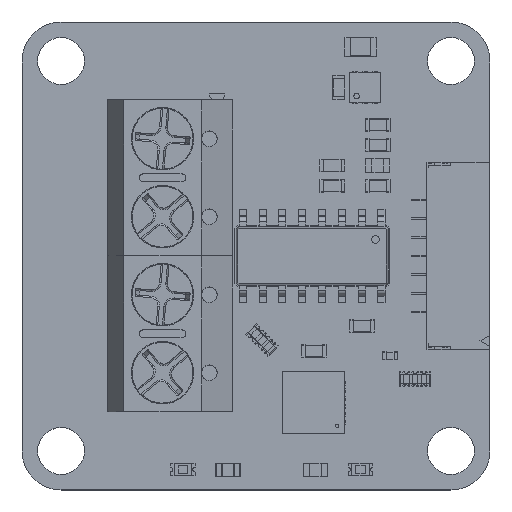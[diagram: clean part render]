
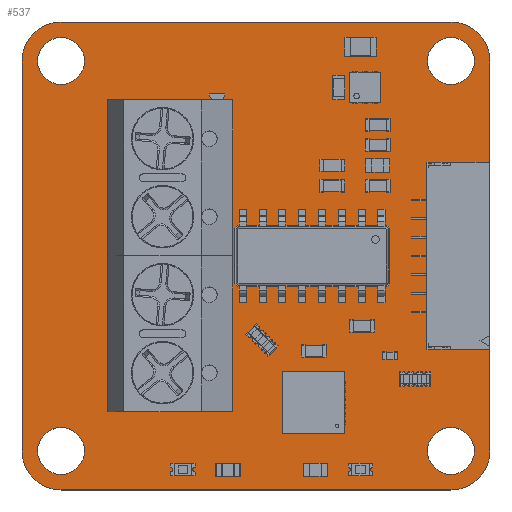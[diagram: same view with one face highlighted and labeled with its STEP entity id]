
A CAD part, top view. The second image highlights one B-rep face of the part: STEP entity #537.
In plain terms, the highlighted planar face has unit normal (0, 0, 1).
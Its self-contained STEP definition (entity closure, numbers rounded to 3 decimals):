
#22 = VERTEX_POINT('',#23);
#23 = CARTESIAN_POINT('',(-15.,-12.5,0.));
#41 = VERTEX_POINT('',#42);
#42 = CARTESIAN_POINT('',(-12.5,-15.,0.));
#48 = EDGE_CURVE('',#22,#41,#49,.T.);
#49 = CIRCLE('',#50,2.5);
#50 = AXIS2_PLACEMENT_3D('',#51,#52,#53);
#51 = CARTESIAN_POINT('',(-12.5,-12.5,0.));
#52 = DIRECTION('',(0.,0.,1.));
#53 = DIRECTION('',(-1.,0.,0.));
#64 = VERTEX_POINT('',#65);
#65 = CARTESIAN_POINT('',(-15.,12.5,0.));
#80 = EDGE_CURVE('',#64,#22,#81,.T.);
#81 = LINE('',#82,#83);
#82 = CARTESIAN_POINT('',(-15.,12.5,0.));
#83 = VECTOR('',#84,1.);
#84 = DIRECTION('',(0.,-1.,0.));
#104 = VERTEX_POINT('',#105);
#105 = CARTESIAN_POINT('',(12.5,-15.,0.));
#111 = EDGE_CURVE('',#41,#104,#112,.T.);
#112 = LINE('',#113,#114);
#113 = CARTESIAN_POINT('',(-12.5,-15.,0.));
#114 = VECTOR('',#115,1.);
#115 = DIRECTION('',(1.,0.,0.));
#126 = VERTEX_POINT('',#127);
#127 = CARTESIAN_POINT('',(-12.5,15.,0.));
#143 = EDGE_CURVE('',#126,#64,#144,.T.);
#144 = CIRCLE('',#145,2.5);
#145 = AXIS2_PLACEMENT_3D('',#146,#147,#148);
#146 = CARTESIAN_POINT('',(-12.5,12.5,0.));
#147 = DIRECTION('',(0.,-0.,1.));
#148 = DIRECTION('',(0.,1.,0.));
#169 = VERTEX_POINT('',#170);
#170 = CARTESIAN_POINT('',(15.,-12.5,0.));
#176 = EDGE_CURVE('',#104,#169,#177,.T.);
#177 = CIRCLE('',#178,2.5);
#178 = AXIS2_PLACEMENT_3D('',#179,#180,#181);
#179 = CARTESIAN_POINT('',(12.5,-12.5,0.));
#180 = DIRECTION('',(0.,0.,1.));
#181 = DIRECTION('',(0.,-1.,0.));
#192 = VERTEX_POINT('',#193);
#193 = CARTESIAN_POINT('',(12.5,15.,0.));
#208 = EDGE_CURVE('',#192,#126,#209,.T.);
#209 = LINE('',#210,#211);
#210 = CARTESIAN_POINT('',(12.5,15.,0.));
#211 = VECTOR('',#212,1.);
#212 = DIRECTION('',(-1.,0.,0.));
#232 = VERTEX_POINT('',#233);
#233 = CARTESIAN_POINT('',(15.,12.5,0.));
#239 = EDGE_CURVE('',#169,#232,#240,.T.);
#240 = LINE('',#241,#242);
#241 = CARTESIAN_POINT('',(15.,-12.5,0.));
#242 = VECTOR('',#243,1.);
#243 = DIRECTION('',(0.,1.,0.));
#262 = EDGE_CURVE('',#232,#192,#263,.T.);
#263 = CIRCLE('',#264,2.5);
#264 = AXIS2_PLACEMENT_3D('',#265,#266,#267);
#265 = CARTESIAN_POINT('',(12.5,12.5,0.));
#266 = DIRECTION('',(-0.,0.,1.));
#267 = DIRECTION('',(1.,0.,0.));
#278 = VERTEX_POINT('',#279);
#279 = CARTESIAN_POINT('',(-6.,-1.85,0.));
#295 = EDGE_CURVE('',#278,#278,#296,.T.);
#296 = CIRCLE('',#297,0.65);
#297 = AXIS2_PLACEMENT_3D('',#298,#299,#300);
#298 = CARTESIAN_POINT('',(-6.,-2.501,0.));
#299 = DIRECTION('',(0.,-0.,1.));
#300 = DIRECTION('',(0.,1.,0.));
#311 = VERTEX_POINT('',#312);
#312 = CARTESIAN_POINT('',(-6.,-6.849,0.));
#328 = EDGE_CURVE('',#311,#311,#329,.T.);
#329 = CIRCLE('',#330,0.65);
#330 = AXIS2_PLACEMENT_3D('',#331,#332,#333);
#331 = CARTESIAN_POINT('',(-6.,-7.499,0.));
#332 = DIRECTION('',(0.,-0.,1.));
#333 = DIRECTION('',(0.,1.,0.));
#344 = VERTEX_POINT('',#345);
#345 = CARTESIAN_POINT('',(-11.,-12.5,0.));
#361 = EDGE_CURVE('',#344,#344,#362,.T.);
#362 = CIRCLE('',#363,1.5);
#363 = AXIS2_PLACEMENT_3D('',#364,#365,#366);
#364 = CARTESIAN_POINT('',(-12.5,-12.5,0.));
#365 = DIRECTION('',(0.,0.,1.));
#366 = DIRECTION('',(1.,0.,0.));
#377 = VERTEX_POINT('',#378);
#378 = CARTESIAN_POINT('',(14.,-12.5,0.));
#394 = EDGE_CURVE('',#377,#377,#395,.T.);
#395 = CIRCLE('',#396,1.5);
#396 = AXIS2_PLACEMENT_3D('',#397,#398,#399);
#397 = CARTESIAN_POINT('',(12.5,-12.5,0.));
#398 = DIRECTION('',(0.,0.,1.));
#399 = DIRECTION('',(1.,0.,0.));
#410 = VERTEX_POINT('',#411);
#411 = CARTESIAN_POINT('',(-6.,8.15,0.));
#427 = EDGE_CURVE('',#410,#410,#428,.T.);
#428 = CIRCLE('',#429,0.65);
#429 = AXIS2_PLACEMENT_3D('',#430,#431,#432);
#430 = CARTESIAN_POINT('',(-6.,7.499,0.));
#431 = DIRECTION('',(0.,-0.,1.));
#432 = DIRECTION('',(0.,1.,0.));
#443 = VERTEX_POINT('',#444);
#444 = CARTESIAN_POINT('',(-6.,3.151,0.));
#460 = EDGE_CURVE('',#443,#443,#461,.T.);
#461 = CIRCLE('',#462,0.65);
#462 = AXIS2_PLACEMENT_3D('',#463,#464,#465);
#463 = CARTESIAN_POINT('',(-6.,2.501,0.));
#464 = DIRECTION('',(0.,-0.,1.));
#465 = DIRECTION('',(0.,1.,0.));
#476 = VERTEX_POINT('',#477);
#477 = CARTESIAN_POINT('',(14.,12.5,0.));
#493 = EDGE_CURVE('',#476,#476,#494,.T.);
#494 = CIRCLE('',#495,1.5);
#495 = AXIS2_PLACEMENT_3D('',#496,#497,#498);
#496 = CARTESIAN_POINT('',(12.5,12.5,0.));
#497 = DIRECTION('',(0.,0.,1.));
#498 = DIRECTION('',(1.,0.,0.));
#509 = VERTEX_POINT('',#510);
#510 = CARTESIAN_POINT('',(-11.,12.5,0.));
#526 = EDGE_CURVE('',#509,#509,#527,.T.);
#527 = CIRCLE('',#528,1.5);
#528 = AXIS2_PLACEMENT_3D('',#529,#530,#531);
#529 = CARTESIAN_POINT('',(-12.5,12.5,0.));
#530 = DIRECTION('',(0.,0.,1.));
#531 = DIRECTION('',(1.,0.,0.));
#537 = ADVANCED_FACE('',(#538,#548,#551,#554,#557,#560,#563,#566,#569),
  #572,.F.);
#538 = FACE_BOUND('',#539,.F.);
#539 = EDGE_LOOP('',(#540,#541,#542,#543,#544,#545,#546,#547));
#540 = ORIENTED_EDGE('',*,*,#48,.F.);
#541 = ORIENTED_EDGE('',*,*,#80,.F.);
#542 = ORIENTED_EDGE('',*,*,#143,.F.);
#543 = ORIENTED_EDGE('',*,*,#208,.F.);
#544 = ORIENTED_EDGE('',*,*,#262,.F.);
#545 = ORIENTED_EDGE('',*,*,#239,.F.);
#546 = ORIENTED_EDGE('',*,*,#176,.F.);
#547 = ORIENTED_EDGE('',*,*,#111,.F.);
#548 = FACE_BOUND('',#549,.F.);
#549 = EDGE_LOOP('',(#550));
#550 = ORIENTED_EDGE('',*,*,#295,.T.);
#551 = FACE_BOUND('',#552,.F.);
#552 = EDGE_LOOP('',(#553));
#553 = ORIENTED_EDGE('',*,*,#328,.T.);
#554 = FACE_BOUND('',#555,.F.);
#555 = EDGE_LOOP('',(#556));
#556 = ORIENTED_EDGE('',*,*,#361,.T.);
#557 = FACE_BOUND('',#558,.F.);
#558 = EDGE_LOOP('',(#559));
#559 = ORIENTED_EDGE('',*,*,#394,.T.);
#560 = FACE_BOUND('',#561,.F.);
#561 = EDGE_LOOP('',(#562));
#562 = ORIENTED_EDGE('',*,*,#427,.T.);
#563 = FACE_BOUND('',#564,.F.);
#564 = EDGE_LOOP('',(#565));
#565 = ORIENTED_EDGE('',*,*,#460,.T.);
#566 = FACE_BOUND('',#567,.F.);
#567 = EDGE_LOOP('',(#568));
#568 = ORIENTED_EDGE('',*,*,#493,.T.);
#569 = FACE_BOUND('',#570,.F.);
#570 = EDGE_LOOP('',(#571));
#571 = ORIENTED_EDGE('',*,*,#526,.T.);
#572 = PLANE('',#573);
#573 = AXIS2_PLACEMENT_3D('',#574,#575,#576);
#574 = CARTESIAN_POINT('',(-15.,-12.5,0.));
#575 = DIRECTION('',(0.,0.,-1.));
#576 = DIRECTION('',(-1.,0.,0.));
